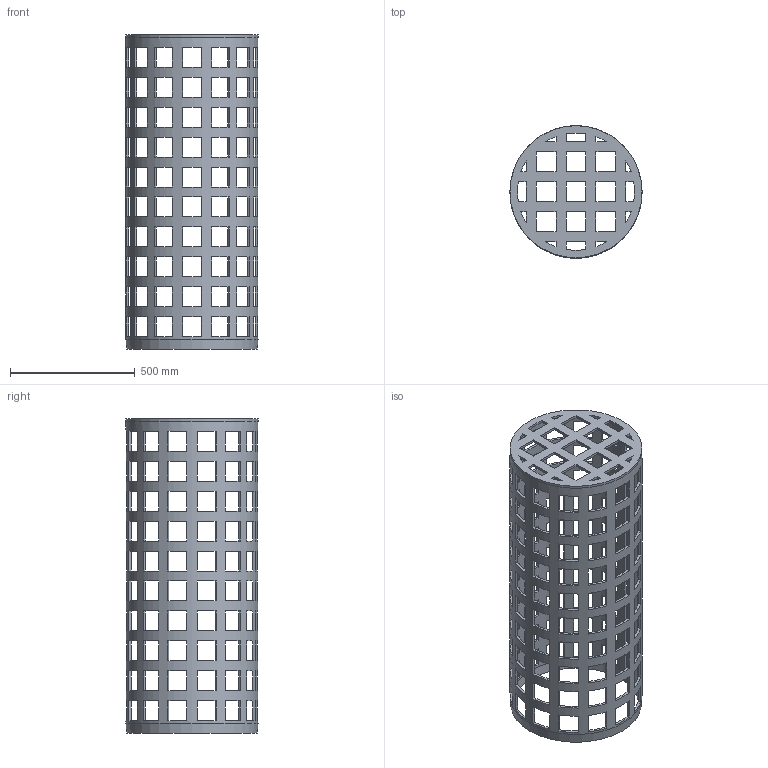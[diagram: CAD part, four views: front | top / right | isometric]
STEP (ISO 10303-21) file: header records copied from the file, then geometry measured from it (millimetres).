
FILE_DESCRIPTION(/* description */ (''),/* implementation_level */ '2;1');
FILE_NAME(/* name */ '15217.050X_3D.stp',/* time_stamp */ '2024-12-11T14:55:25+01:00',/* author */ ('CAD'),/* organization */ (''),/* preprocessor_version */ 'ST-DEVELOPER v20',/* originating_system */ 'AutoCAD Mechanical',/* authorisation */ '');
FILE_SCHEMA (('AUTOMOTIVE_DESIGN { 1 0 10303 214 3 1 1 }'));
Length unit declared in the file: centimetre
Products named in the file (2): Product; *S0
Assembly tree (1 placements, depth 2):
  Product
    *S0
Bounding box: 530 x 530 x 1260 mm (x, y, z)
Volume: 13251186.6 mm3; surface area: 3186543.6 mm2
Topology: 2 solids, 2 shells, 645 faces, 1922 edges, 1280 vertices
Faces by surface type: plane 627, cylinder 15, cone 3
Full cylindrical faces by diameter (mm): 510 x1, 530 x2
Entity records: 22466 total; most frequent: CARTESIAN_POINT 3850, ORIENTED_EDGE 3844, DIRECTION 3810, EDGE_CURVE 1922, LINE 1330, VECTOR 1330, VERTEX_POINT 1280, AXIS2_PLACEMENT_3D 1240
